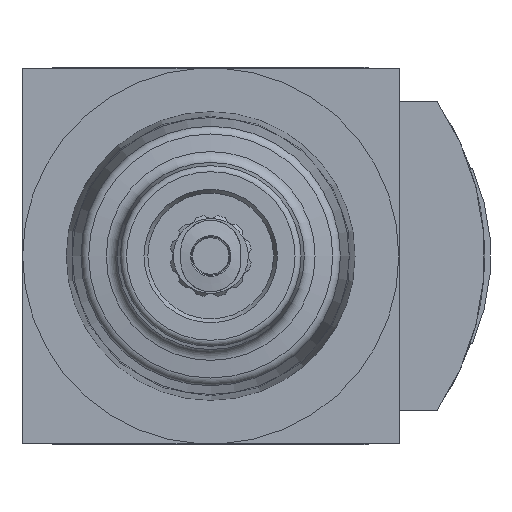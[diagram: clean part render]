
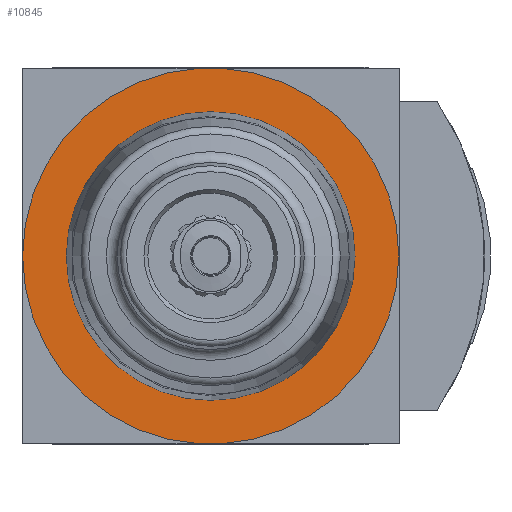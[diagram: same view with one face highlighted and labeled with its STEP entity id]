
A CAD part, front view. The second image highlights one B-rep face of the part: STEP entity #10845.
In plain terms, the highlighted planar face has unit normal (0, -1, 0).
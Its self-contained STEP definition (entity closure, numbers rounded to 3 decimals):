
#87=PLANE('',#11454);
#579=LINE('',#15700,#1201);
#580=LINE('',#15705,#1202);
#1201=VECTOR('',#12890,1000.);
#1202=VECTOR('',#12893,1000.);
#2556=ORIENTED_EDGE('',*,*,#4754,.F.);
#2557=ORIENTED_EDGE('',*,*,#4755,.F.);
#2558=ORIENTED_EDGE('',*,*,#4756,.F.);
#2559=ORIENTED_EDGE('',*,*,#4757,.F.);
#2560=ORIENTED_EDGE('',*,*,#4758,.F.);
#4754=EDGE_CURVE('',#5806,#5806,#6305,.F.);
#4755=EDGE_CURVE('',#5807,#5808,#579,.T.);
#4756=EDGE_CURVE('',#5809,#5807,#6306,.T.);
#4757=EDGE_CURVE('',#5810,#5809,#580,.T.);
#4758=EDGE_CURVE('',#5808,#5810,#6307,.T.);
#5806=VERTEX_POINT('',#15699);
#5807=VERTEX_POINT('',#15701);
#5808=VERTEX_POINT('',#15702);
#5809=VERTEX_POINT('',#15704);
#5810=VERTEX_POINT('',#15706);
#6305=CIRCLE('',#11455,23.709);
#6306=CIRCLE('',#11456,30.9);
#6307=CIRCLE('',#11457,30.9);
#6675=EDGE_LOOP('',(#2556));
#6676=EDGE_LOOP('',(#2557,#2558,#2559,#2560));
#7187=FACE_BOUND('',#6675,.T.);
#7188=FACE_BOUND('',#6676,.T.);
#10845=ADVANCED_FACE('',(#7187,#7188),#87,.F.);
#11454=AXIS2_PLACEMENT_3D('',#15697,#12886,#12887);
#11455=AXIS2_PLACEMENT_3D('',#15698,#12888,#12889);
#11456=AXIS2_PLACEMENT_3D('',#15703,#12891,#12892);
#11457=AXIS2_PLACEMENT_3D('',#15707,#12894,#12895);
#12886=DIRECTION('',(0.,1.,0.));
#12887=DIRECTION('',(0.,0.,1.));
#12888=DIRECTION('',(0.,1.,0.));
#12889=DIRECTION('',(0.,0.,1.));
#12890=DIRECTION('',(1.,0.,0.));
#12891=DIRECTION('',(0.,1.,0.));
#12892=DIRECTION('',(1.,0.,0.));
#12893=DIRECTION('',(-1.,0.,0.));
#12894=DIRECTION('',(0.,1.,0.));
#12895=DIRECTION('',(1.,0.,0.));
#15697=CARTESIAN_POINT('',(-30.5,-53.5,30.5));
#15698=CARTESIAN_POINT('',(0.,-53.5,0.));
#15699=CARTESIAN_POINT('',(0.,-53.5,23.709));
#15700=CARTESIAN_POINT('',(-31.,-53.5,30.85));
#15701=CARTESIAN_POINT('',(-1.757,-53.5,30.85));
#15702=CARTESIAN_POINT('',(1.757,-53.5,30.85));
#15703=CARTESIAN_POINT('',(0.,-53.5,0.));
#15704=CARTESIAN_POINT('',(-1.757,-53.5,-30.85));
#15705=CARTESIAN_POINT('',(31.,-53.5,-30.85));
#15706=CARTESIAN_POINT('',(1.757,-53.5,-30.85));
#15707=CARTESIAN_POINT('',(0.,-53.5,0.));
